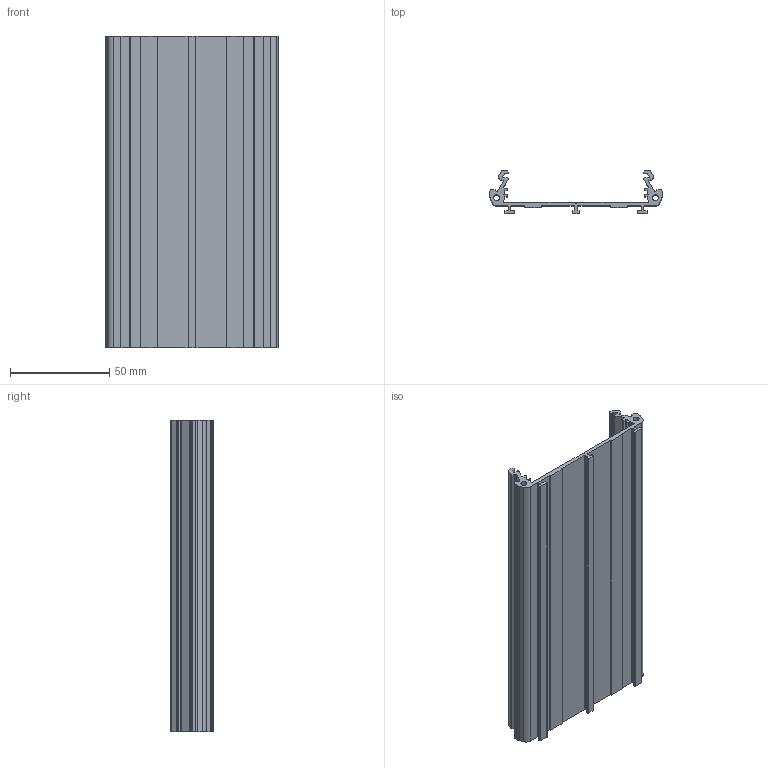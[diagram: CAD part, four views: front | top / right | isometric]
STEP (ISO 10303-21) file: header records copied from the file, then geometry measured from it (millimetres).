
FILE_DESCRIPTION(('SolidDesigner STEP Export'),'2;1');
FILE_NAME('UM_72-PROFIL_H.Select__00275083.stp','2010-03-01T10:42:30',(''),(''),'CoCreate Modeling STEP processor for AP214 (Solid Model)','CoCreate Modeling 16.00A 16-Aug-2008 (C) Parametric Technology GmbH','');
FILE_SCHEMA(('AUTOMOTIVE_DESIGN { 1 0 10303 214 1 1 1 1 }'));
Length unit declared in the file: millimetre
Products named in the file (2): UM_72-PROFIL_H.Select__00275083
Assembly tree (1 placements, depth 2):
  UM_72-PROFIL_H.Select__00275083
    UM_72-PROFIL_H.Select__00275083
Bounding box: 86.8 x 21.5 x 156.5 mm (x, y, z)
Volume: 50706.2 mm3; surface area: 51890.6 mm2
Topology: 1 solids, 1 shells, 184 faces, 546 edges, 364 vertices
Faces by surface type: cylinder 98, plane 86
Entity records: 7431 total; most frequent: ORIENTED_EDGE 1092, CARTESIAN_POINT 1032, DIRECTION 986, EDGE_CURVE 546, VERTEX_POINT 364, VECTOR 350, LINE 350, AXIS2_PLACEMENT_3D 318
